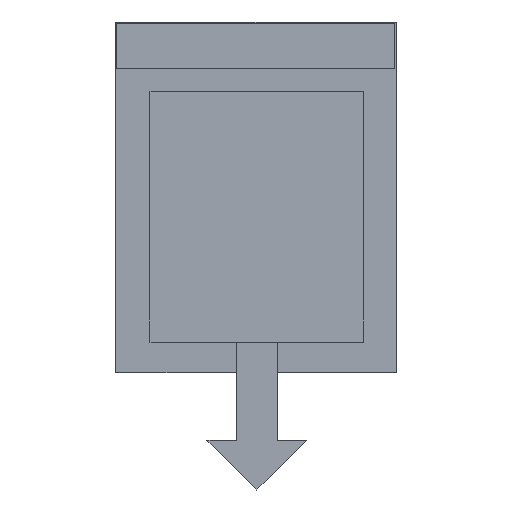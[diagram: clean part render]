
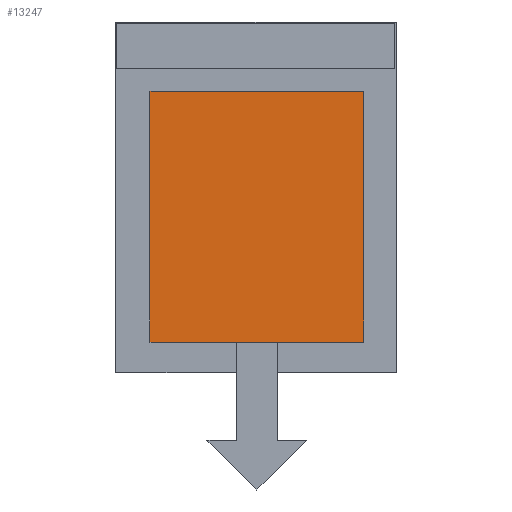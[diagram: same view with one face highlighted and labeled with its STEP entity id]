
A CAD part, front view. The second image highlights one B-rep face of the part: STEP entity #13247.
In plain terms, the highlighted planar face has unit normal (0, -1, 0).
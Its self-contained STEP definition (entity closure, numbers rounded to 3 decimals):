
#488 = CARTESIAN_POINT ( 'NONE',  ( 6.066, -1., -3.891 ) ) ;
#745 = VECTOR ( 'NONE', #13553, 1000. ) ;
#995 = VECTOR ( 'NONE', #6691, 1000. ) ;
#1452 = DIRECTION ( 'NONE',  ( -1., 0., 0. ) ) ;
#1802 = VECTOR ( 'NONE', #1452, 1000. ) ;
#1935 = EDGE_CURVE ( 'NONE', #7917, #15247, #12043, .T. ) ;
#2177 = LINE ( 'NONE', #6805, #1802 ) ;
#2559 = ORIENTED_EDGE ( 'NONE', *, *, #12838, .T. ) ;
#2669 = ORIENTED_EDGE ( 'NONE', *, *, #5270, .T. ) ;
#2683 = LINE ( 'NONE', #13871, #995 ) ;
#3441 = VECTOR ( 'NONE', #12412, 1000. ) ;
#4370 = EDGE_CURVE ( 'NONE', #14470, #12317, #2177, .T. ) ;
#5270 = EDGE_CURVE ( 'NONE', #12317, #7917, #2683, .T. ) ;
#5992 = CARTESIAN_POINT ( 'NONE',  ( -5.965, -1., -3.891 ) ) ;
#6235 = FACE_OUTER_BOUND ( 'NONE', #12359, .T. ) ;
#6691 = DIRECTION ( 'NONE',  ( 0., 0., -1. ) ) ;
#6805 = CARTESIAN_POINT ( 'NONE',  ( 6.066, -1., -3.891 ) ) ;
#7477 = CARTESIAN_POINT ( 'NONE',  ( 6.066, -1., -18.012 ) ) ;
#7917 = VERTEX_POINT ( 'NONE', #8050 ) ;
#7933 = PLANE ( 'NONE',  #11254 ) ;
#8050 = CARTESIAN_POINT ( 'NONE',  ( -5.965, -1., -18.012 ) ) ;
#9101 = DIRECTION ( 'NONE',  ( 0., -1., 0. ) ) ;
#10623 = ORIENTED_EDGE ( 'NONE', *, *, #1935, .T. ) ;
#11160 = CARTESIAN_POINT ( 'NONE',  ( 6.066, -1., -18.012 ) ) ;
#11254 = AXIS2_PLACEMENT_3D ( 'NONE', #13981, #9101, #12786 ) ;
#11551 = ORIENTED_EDGE ( 'NONE', *, *, #4370, .T. ) ;
#12043 = LINE ( 'NONE', #11160, #745 ) ;
#12317 = VERTEX_POINT ( 'NONE', #5992 ) ;
#12359 = EDGE_LOOP ( 'NONE', ( #2559, #11551, #2669, #10623 ) ) ;
#12412 = DIRECTION ( 'NONE',  ( 0., 0., 1. ) ) ;
#12495 = CARTESIAN_POINT ( 'NONE',  ( 6.066, -1., -18.012 ) ) ;
#12786 = DIRECTION ( 'NONE',  ( 0., 0., -1. ) ) ;
#12838 = EDGE_CURVE ( 'NONE', #15247, #14470, #14358, .T. ) ;
#13247 = ADVANCED_FACE ( 'NONE', ( #6235 ), #7933, .T. ) ;
#13553 = DIRECTION ( 'NONE',  ( 1., 0., 0. ) ) ;
#13871 = CARTESIAN_POINT ( 'NONE',  ( -5.965, -1., -18.012 ) ) ;
#13981 = CARTESIAN_POINT ( 'NONE',  ( 0., -1., 0. ) ) ;
#14358 = LINE ( 'NONE', #7477, #3441 ) ;
#14470 = VERTEX_POINT ( 'NONE', #488 ) ;
#15247 = VERTEX_POINT ( 'NONE', #12495 ) ;
